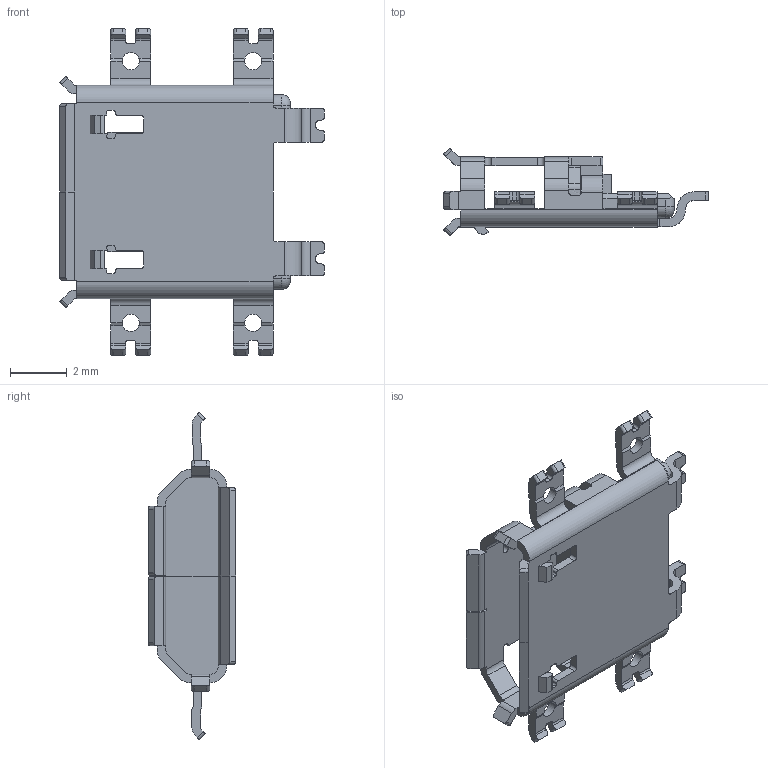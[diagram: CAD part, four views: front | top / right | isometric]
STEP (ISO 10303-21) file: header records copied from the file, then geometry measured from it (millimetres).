
FILE_DESCRIPTION(('OneSpaceDesigner STEP Export'),'2;1');
FILE_NAME('ZX62M-B-5P.stp','2007-09-28T14:14:15',(''),(''),'OneSpace Designer STEP processor for AP214 (Solid Model)','OneSpace Modeling 15.00A 14-Mar-2007 (C) CoCreate Software GmbH','');
FILE_SCHEMA(('AUTOMOTIVE_DESIGN { 1 0 10303 214 1 1 1 1 }'));
Length unit declared in the file: millimetre
Products named in the file (2): ZX62M-B-5P
Assembly tree (1 placements, depth 2):
  ZX62M-B-5P
    ZX62M-B-5P
Bounding box: 9.29 x 3.08 x 11.5 mm (x, y, z)
Volume: 57.6 mm3; surface area: 284.3 mm2
Topology: 1 solids, 1 shells, 499 faces, 1458 edges, 953 vertices
Faces by surface type: plane 307, cylinder 190, torus 2
Entity records: 20383 total; most frequent: ORIENTED_EDGE 2916, CARTESIAN_POINT 2874, DIRECTION 2792, EDGE_CURVE 1458, VECTOR 1050, LINE 1050, VERTEX_POINT 953, AXIS2_PLACEMENT_3D 871
